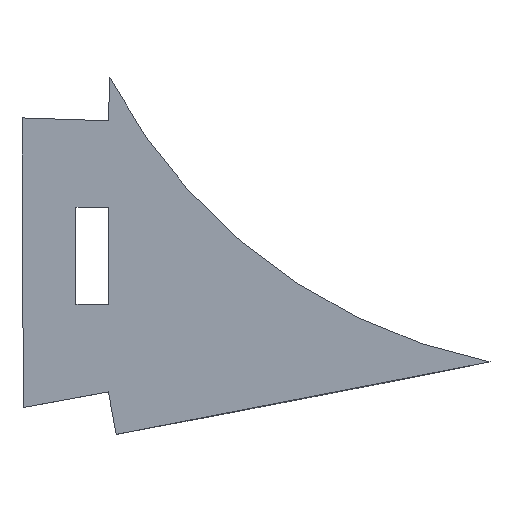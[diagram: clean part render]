
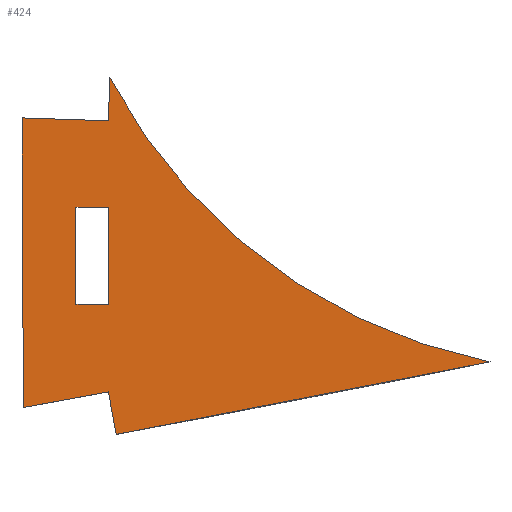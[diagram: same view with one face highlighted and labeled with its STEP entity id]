
A CAD part, top view. The second image highlights one B-rep face of the part: STEP entity #424.
In plain terms, the highlighted planar face has unit normal (0, 0, 1).
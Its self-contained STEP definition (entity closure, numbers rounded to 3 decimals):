
#36=CARTESIAN_POINT('Line Origine',(376.068,-14.174,3.)) ;
#40=CARTESIAN_POINT('Vertex',(376.132,-27.574,3.)) ;
#42=CARTESIAN_POINT('Vertex',(376.004,-0.774,3.)) ;
#76=CARTESIAN_POINT('Line Origine',(380.002,-0.907,3.)) ;
#80=CARTESIAN_POINT('Vertex',(384.,-1.04,3.)) ;
#107=CARTESIAN_POINT('Line Origine',(384.066,0.959,3.)) ;
#111=CARTESIAN_POINT('Vertex',(384.133,2.958,3.)) ;
#138=CARTESIAN_POINT('Axis2P3D Location',(429.291,26.659,3.)) ;
#142=CARTESIAN_POINT('Vertex',(419.319,-23.356,3.)) ;
#175=CARTESIAN_POINT('Control Point',(384.724,-30.06,3.)) ;
#176=CARTESIAN_POINT('Control Point',(391.653,-28.771,3.)) ;
#177=CARTESIAN_POINT('Control Point',(398.576,-27.455,3.)) ;
#178=CARTESIAN_POINT('Control Point',(405.496,-26.112,3.)) ;
#179=CARTESIAN_POINT('Control Point',(412.41,-24.746,3.)) ;
#180=CARTESIAN_POINT('Control Point',(419.319,-23.356,3.)) ;
#181=CARTESIAN_POINT('Vertex',(384.724,-30.06,3.)) ;
#211=CARTESIAN_POINT('Line Origine',(384.362,-28.093,3.)) ;
#215=CARTESIAN_POINT('Vertex',(384.,-26.126,3.)) ;
#242=CARTESIAN_POINT('Line Origine',(380.066,-26.85,3.)) ;
#270=CARTESIAN_POINT('Vertex',(381.,-18.04,3.)) ;
#284=CARTESIAN_POINT('Vertex',(381.,-9.04,3.)) ;
#287=CARTESIAN_POINT('Line Origine',(381.,-13.54,3.)) ;
#310=CARTESIAN_POINT('Vertex',(384.,-18.04,3.)) ;
#318=CARTESIAN_POINT('Line Origine',(382.5,-18.04,3.)) ;
#341=CARTESIAN_POINT('Vertex',(384.,-9.04,3.)) ;
#349=CARTESIAN_POINT('Line Origine',(384.,-13.54,3.)) ;
#371=CARTESIAN_POINT('Line Origine',(382.5,-9.04,3.)) ;
#404=CARTESIAN_POINT('Axis2P3D Location',(0.,0.,3.)) ;
#38=VECTOR('Line Direction',#37,1.) ;
#78=VECTOR('Line Direction',#77,1.) ;
#109=VECTOR('Line Direction',#108,1.) ;
#213=VECTOR('Line Direction',#212,1.) ;
#244=VECTOR('Line Direction',#243,1.) ;
#289=VECTOR('Line Direction',#288,1.) ;
#320=VECTOR('Line Direction',#319,1.) ;
#351=VECTOR('Line Direction',#350,1.) ;
#373=VECTOR('Line Direction',#372,1.) ;
#37=DIRECTION('Vector Direction',(-0.005,1.,0.)) ;
#77=DIRECTION('Vector Direction',(-0.999,0.033,0.)) ;
#108=DIRECTION('Vector Direction',(-0.033,-0.999,0.)) ;
#139=DIRECTION('Axis2P3D Direction',(0.,0.,-1.)) ;
#212=DIRECTION('Vector Direction',(0.181,-0.983,0.)) ;
#243=DIRECTION('Vector Direction',(0.983,0.181,0.)) ;
#288=DIRECTION('Vector Direction',(0.,1.,0.)) ;
#319=DIRECTION('Vector Direction',(-1.,0.,0.)) ;
#350=DIRECTION('Vector Direction',(0.,-1.,0.)) ;
#372=DIRECTION('Vector Direction',(1.,0.,0.)) ;
#405=DIRECTION('Axis2P3D Direction',(0.,0.,-1.)) ;
#406=DIRECTION('Axis2P3D XDirection',(1.,0.,0.)) ;
#140=AXIS2_PLACEMENT_3D('Circle Axis2P3D',#138,#139,$) ;
#407=AXIS2_PLACEMENT_3D('Plane Axis2P3D',#404,#405,#406) ;
#39=LINE('Line',#36,#38) ;
#79=LINE('Line',#76,#78) ;
#110=LINE('Line',#107,#109) ;
#214=LINE('Line',#211,#213) ;
#245=LINE('Line',#242,#244) ;
#290=LINE('Line',#287,#289) ;
#321=LINE('Line',#318,#320) ;
#352=LINE('Line',#349,#351) ;
#374=LINE('Line',#371,#373) ;
#141=CIRCLE('generated circle',#140,51.) ;
#408=PLANE('',#407) ;
#423=FACE_BOUND('',#418,.T.) ;
#44=EDGE_CURVE('',#41,#43,#39,.T.) ;
#82=EDGE_CURVE('',#43,#81,#79,.F.) ;
#113=EDGE_CURVE('',#81,#112,#110,.F.) ;
#144=EDGE_CURVE('',#112,#143,#141,.F.) ;
#183=EDGE_CURVE('',#143,#182,#174,.F.) ;
#217=EDGE_CURVE('',#182,#216,#214,.F.) ;
#246=EDGE_CURVE('',#216,#41,#245,.F.) ;
#291=EDGE_CURVE('',#271,#285,#290,.T.) ;
#322=EDGE_CURVE('',#311,#271,#321,.T.) ;
#353=EDGE_CURVE('',#342,#311,#352,.T.) ;
#375=EDGE_CURVE('',#285,#342,#374,.T.) ;
#410=ORIENTED_EDGE('',*,*,#246,.F.) ;
#411=ORIENTED_EDGE('',*,*,#217,.F.) ;
#412=ORIENTED_EDGE('',*,*,#183,.F.) ;
#413=ORIENTED_EDGE('',*,*,#144,.F.) ;
#414=ORIENTED_EDGE('',*,*,#113,.F.) ;
#415=ORIENTED_EDGE('',*,*,#82,.F.) ;
#416=ORIENTED_EDGE('',*,*,#44,.F.) ;
#419=ORIENTED_EDGE('',*,*,#375,.T.) ;
#420=ORIENTED_EDGE('',*,*,#353,.T.) ;
#421=ORIENTED_EDGE('',*,*,#322,.T.) ;
#422=ORIENTED_EDGE('',*,*,#291,.T.) ;
#409=EDGE_LOOP('',(#410,#411,#412,#413,#414,#415,#416)) ;
#418=EDGE_LOOP('',(#419,#420,#421,#422)) ;
#41=VERTEX_POINT('',#40) ;
#43=VERTEX_POINT('',#42) ;
#81=VERTEX_POINT('',#80) ;
#112=VERTEX_POINT('',#111) ;
#143=VERTEX_POINT('',#142) ;
#182=VERTEX_POINT('',#181) ;
#216=VERTEX_POINT('',#215) ;
#271=VERTEX_POINT('',#270) ;
#285=VERTEX_POINT('',#284) ;
#311=VERTEX_POINT('',#310) ;
#342=VERTEX_POINT('',#341) ;
#424=ADVANCED_FACE('PartBody',(#417,#423),#408,.F.) ;
#174=B_SPLINE_CURVE_WITH_KNOTS('',5,(#175,#176,#177,#178,#179,#180),.UNSPECIFIED.,.F.,.U.,(6,6),(500000.,500035.212),.UNSPECIFIED.) ;
#417=FACE_OUTER_BOUND('',#409,.T.) ;
